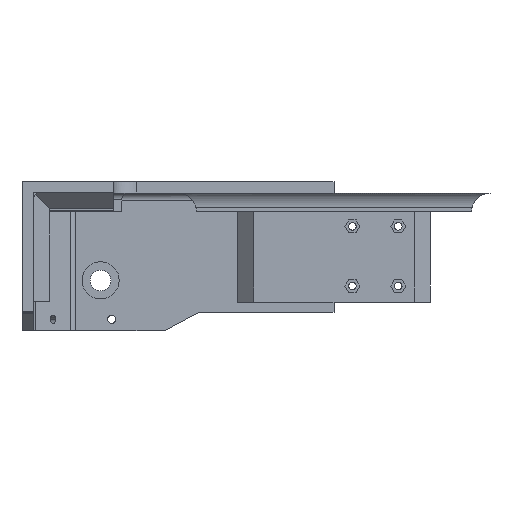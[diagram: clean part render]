
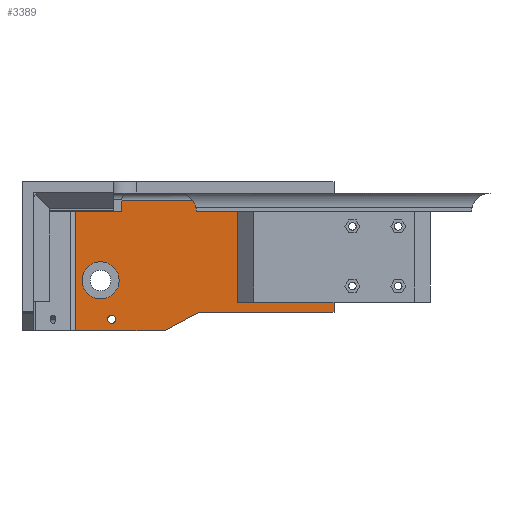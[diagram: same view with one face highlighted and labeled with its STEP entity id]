
A CAD part, top view. The second image highlights one B-rep face of the part: STEP entity #3389.
In plain terms, the highlighted planar face has unit normal (0, 0, 1).
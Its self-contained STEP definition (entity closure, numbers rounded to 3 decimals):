
#91 = CARTESIAN_POINT ( 'NONE',  ( -95.28, 278.651, -137.5 ) ) ;
#112 = VERTEX_POINT ( 'NONE', #3564 ) ;
#145 = CARTESIAN_POINT ( 'NONE',  ( -35., 302.5, -137.5 ) ) ;
#248 = CARTESIAN_POINT ( 'NONE',  ( -136., 290., -137.5 ) ) ;
#284 = ORIENTED_EDGE ( 'NONE', *, *, #518, .T. ) ;
#349 = LINE ( 'NONE', #145, #849 ) ;
#351 = CARTESIAN_POINT ( 'NONE',  ( -96.929, 295., -137.5 ) ) ;
#357 = CARTESIAN_POINT ( 'NONE',  ( -112.686, 355., -137.5 ) ) ;
#366 = CARTESIAN_POINT ( 'NONE',  ( -59., 298., -137.5 ) ) ;
#518 = EDGE_CURVE ( 'NONE', #6469, #5148, #6961, .T. ) ;
#549 = CARTESIAN_POINT ( 'NONE',  ( -112.686, 290., -137.5 ) ) ;
#732 = CARTESIAN_POINT ( 'NONE',  ( 0., 302.5, -137.5 ) ) ;
#740 = ORIENTED_EDGE ( 'NONE', *, *, #6240, .F. ) ;
#804 = LINE ( 'NONE', #5006, #2669 ) ;
#837 = CARTESIAN_POINT ( 'NONE',  ( -95.179, 295., -137.5 ) ) ;
#849 = VECTOR ( 'NONE', #3402, 1000. ) ;
#859 = DIRECTION ( 'NONE',  ( 0., 0., 1. ) ) ;
#876 = VERTEX_POINT ( 'NONE', #4163 ) ;
#931 = EDGE_CURVE ( 'NONE', #112, #3153, #2575, .T. ) ;
#982 = ORIENTED_EDGE ( 'NONE', *, *, #3892, .F. ) ;
#984 = EDGE_CURVE ( 'NONE', #2013, #6870, #5858, .T. ) ;
#1077 = CARTESIAN_POINT ( 'NONE',  ( -42., 302.5, -137.5 ) ) ;
#1103 = CARTESIAN_POINT ( 'NONE',  ( -98.679, 295., -137.5 ) ) ;
#1113 = CARTESIAN_POINT ( 'NONE',  ( -112.686, 347., -137.5 ) ) ;
#1119 = EDGE_LOOP ( 'NONE', ( #5068, #4018 ) ) ;
#1147 = LINE ( 'NONE', #248, #1567 ) ;
#1155 = FACE_BOUND ( 'NONE', #3277, .T. ) ;
#1213 = DIRECTION ( 'NONE',  ( -1., 0., 0. ) ) ;
#1231 = VECTOR ( 'NONE', #5882, 1000. ) ;
#1233 = ORIENTED_EDGE ( 'NONE', *, *, #2455, .F. ) ;
#1269 = CARTESIAN_POINT ( 'NONE',  ( -42., 347., -137.5 ) ) ;
#1315 = VECTOR ( 'NONE', #1510, 1000. ) ;
#1510 = DIRECTION ( 'NONE',  ( -1., 0., 0. ) ) ;
#1565 = ORIENTED_EDGE ( 'NONE', *, *, #3689, .F. ) ;
#1567 = VECTOR ( 'NONE', #6692, 1000. ) ;
#1663 = DIRECTION ( 'NONE',  ( 0., -1., 0. ) ) ;
#1806 = CIRCLE ( 'NONE', #4429, 8.1 ) ;
#1873 = VERTEX_POINT ( 'NONE', #732 ) ;
#2002 = FACE_OUTER_BOUND ( 'NONE', #3171, .T. ) ;
#2013 = VERTEX_POINT ( 'NONE', #837 ) ;
#2107 = DIRECTION ( 'NONE',  ( 0., 0., 1. ) ) ;
#2114 = CARTESIAN_POINT ( 'NONE',  ( -42., 342.5, -137.5 ) ) ;
#2126 = CARTESIAN_POINT ( 'NONE',  ( -96.929, 295., -137.5 ) ) ;
#2260 = VECTOR ( 'NONE', #1663, 1000. ) ;
#2414 = VERTEX_POINT ( 'NONE', #2841 ) ;
#2429 = ORIENTED_EDGE ( 'NONE', *, *, #3862, .T. ) ;
#2446 = CARTESIAN_POINT ( 'NONE',  ( -93.64, 312., -137.5 ) ) ;
#2455 = EDGE_CURVE ( 'NONE', #6469, #1873, #349, .T. ) ;
#2484 = ORIENTED_EDGE ( 'NONE', *, *, #6562, .T. ) ;
#2516 = DIRECTION ( 'NONE',  ( 0., -1., 0. ) ) ;
#2521 = CARTESIAN_POINT ( 'NONE',  ( -101.74, 312., -137.5 ) ) ;
#2555 = DIRECTION ( 'NONE',  ( 0., 0., -1. ) ) ;
#2575 = LINE ( 'NONE', #6396, #1315 ) ;
#2612 = CARTESIAN_POINT ( 'NONE',  ( -136., 355., -137.5 ) ) ;
#2669 = VECTOR ( 'NONE', #1213, 1000. ) ;
#2782 = VECTOR ( 'NONE', #5500, 1000. ) ;
#2841 = CARTESIAN_POINT ( 'NONE',  ( -74., 290., -137.5 ) ) ;
#3153 = VERTEX_POINT ( 'NONE', #366 ) ;
#3171 = EDGE_LOOP ( 'NONE', ( #4110, #1565, #1233, #284, #2429, #2484, #982, #740 ) ) ;
#3205 = LINE ( 'NONE', #91, #2782 ) ;
#3277 = EDGE_LOOP ( 'NONE', ( #5831, #6282 ) ) ;
#3299 = AXIS2_PLACEMENT_3D ( 'NONE', #2521, #2555, #5279 ) ;
#3389 = ADVANCED_FACE ( 'NONE', ( #1155, #5705, #2002 ), #5829, .T. ) ;
#3402 = DIRECTION ( 'NONE',  ( 1., 0., 0. ) ) ;
#3564 = CARTESIAN_POINT ( 'NONE',  ( 0., 298., -137.5 ) ) ;
#3689 = EDGE_CURVE ( 'NONE', #1873, #112, #4379, .T. ) ;
#3719 = CARTESIAN_POINT ( 'NONE',  ( -101.74, 312., -137.5 ) ) ;
#3862 = EDGE_CURVE ( 'NONE', #5148, #5117, #804, .T. ) ;
#3892 = EDGE_CURVE ( 'NONE', #2414, #4327, #1147, .T. ) ;
#4018 = ORIENTED_EDGE ( 'NONE', *, *, #5537, .T. ) ;
#4110 = ORIENTED_EDGE ( 'NONE', *, *, #931, .F. ) ;
#4163 = CARTESIAN_POINT ( 'NONE',  ( -109.84, 312., -137.5 ) ) ;
#4233 = LINE ( 'NONE', #357, #5491 ) ;
#4327 = VERTEX_POINT ( 'NONE', #549 ) ;
#4379 = LINE ( 'NONE', #4913, #2260 ) ;
#4429 = AXIS2_PLACEMENT_3D ( 'NONE', #3719, #5347, #5405 ) ;
#4510 = EDGE_CURVE ( 'NONE', #6870, #2013, #6709, .T. ) ;
#4714 = DIRECTION ( 'NONE',  ( 1., 0., 0. ) ) ;
#4799 = DIRECTION ( 'NONE',  ( 1., 0., 0. ) ) ;
#4913 = CARTESIAN_POINT ( 'NONE',  ( 0., 355., -137.5 ) ) ;
#4954 = CIRCLE ( 'NONE', #3299, 8.1 ) ;
#5006 = CARTESIAN_POINT ( 'NONE',  ( -136., 347., -137.5 ) ) ;
#5068 = ORIENTED_EDGE ( 'NONE', *, *, #5421, .T. ) ;
#5117 = VERTEX_POINT ( 'NONE', #1113 ) ;
#5148 = VERTEX_POINT ( 'NONE', #1269 ) ;
#5191 = AXIS2_PLACEMENT_3D ( 'NONE', #351, #859, #4714 ) ;
#5279 = DIRECTION ( 'NONE',  ( 1., 0., 0. ) ) ;
#5327 = AXIS2_PLACEMENT_3D ( 'NONE', #2612, #6386, #4799 ) ;
#5347 = DIRECTION ( 'NONE',  ( 0., 0., -1. ) ) ;
#5405 = DIRECTION ( 'NONE',  ( 1., 0., 0. ) ) ;
#5421 = EDGE_CURVE ( 'NONE', #876, #6549, #4954, .T. ) ;
#5491 = VECTOR ( 'NONE', #2516, 1000. ) ;
#5500 = DIRECTION ( 'NONE',  ( -0.882, -0.471, 0. ) ) ;
#5537 = EDGE_CURVE ( 'NONE', #6549, #876, #1806, .T. ) ;
#5705 = FACE_BOUND ( 'NONE', #1119, .T. ) ;
#5829 = PLANE ( 'NONE',  #5327 ) ;
#5831 = ORIENTED_EDGE ( 'NONE', *, *, #984, .F. ) ;
#5858 = CIRCLE ( 'NONE', #6917, 1.75 ) ;
#5873 = DIRECTION ( 'NONE',  ( 1., 0., 0. ) ) ;
#5882 = DIRECTION ( 'NONE',  ( 0., 1., 0. ) ) ;
#6240 = EDGE_CURVE ( 'NONE', #3153, #2414, #3205, .T. ) ;
#6282 = ORIENTED_EDGE ( 'NONE', *, *, #4510, .F. ) ;
#6386 = DIRECTION ( 'NONE',  ( 0., 0., 1. ) ) ;
#6396 = CARTESIAN_POINT ( 'NONE',  ( -136., 298., -137.5 ) ) ;
#6469 = VERTEX_POINT ( 'NONE', #1077 ) ;
#6549 = VERTEX_POINT ( 'NONE', #2446 ) ;
#6562 = EDGE_CURVE ( 'NONE', #5117, #4327, #4233, .T. ) ;
#6692 = DIRECTION ( 'NONE',  ( -1., 0., 0. ) ) ;
#6709 = CIRCLE ( 'NONE', #5191, 1.75 ) ;
#6870 = VERTEX_POINT ( 'NONE', #1103 ) ;
#6917 = AXIS2_PLACEMENT_3D ( 'NONE', #2126, #2107, #5873 ) ;
#6961 = LINE ( 'NONE', #2114, #1231 ) ;
